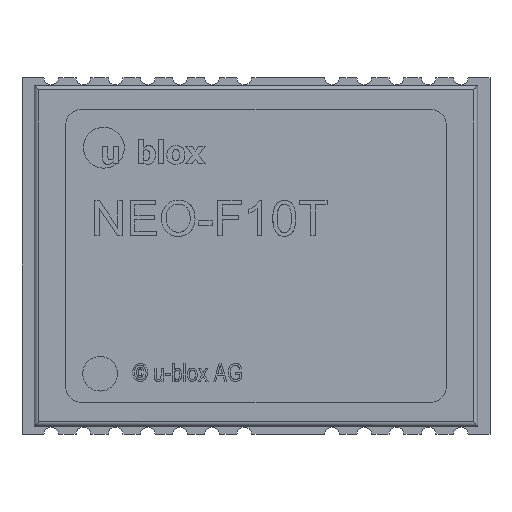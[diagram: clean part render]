
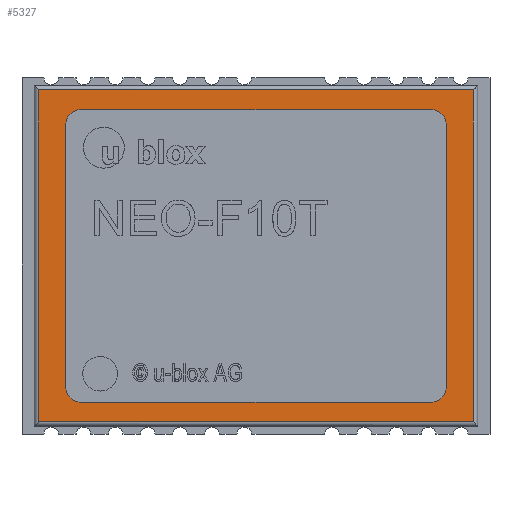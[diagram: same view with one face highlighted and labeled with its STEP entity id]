
A CAD part, top view. The second image highlights one B-rep face of the part: STEP entity #5327.
In plain terms, the highlighted planar face has unit normal (0, 0, 1).
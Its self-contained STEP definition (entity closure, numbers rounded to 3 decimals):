
#46=CIRCLE('',#5451,0.5);
#47=CIRCLE('',#5452,0.5);
#48=CIRCLE('',#5453,0.5);
#49=CIRCLE('',#5454,0.5);
#133=FACE_BOUND('',#949,.T.);
#677=FACE_OUTER_BOUND('',#948,.T.);
#948=EDGE_LOOP('',(#4560,#4561,#4562,#4563));
#949=EDGE_LOOP('',(#4564,#4565,#4566,#4567,#4568,#4569,#4570,#4571));
#1193=LINE('',#8024,#1740);
#1194=LINE('',#8028,#1741);
#1195=LINE('',#8032,#1742);
#1196=LINE('',#8035,#1743);
#1463=LINE('',#9937,#2010);
#1464=LINE('',#9939,#2011);
#1465=LINE('',#9941,#2012);
#1466=LINE('',#9942,#2013);
#1740=VECTOR('',#5958,1000.);
#1741=VECTOR('',#5961,1000.);
#1742=VECTOR('',#5964,1000.);
#1743=VECTOR('',#5967,1000.);
#2010=VECTOR('',#6460,1000.);
#2011=VECTOR('',#6461,1000.);
#2012=VECTOR('',#6462,1000.);
#2013=VECTOR('',#6463,1000.);
#2282=VERTEX_POINT('',#8020);
#2283=VERTEX_POINT('',#8021);
#2284=VERTEX_POINT('',#8023);
#2285=VERTEX_POINT('',#8025);
#2286=VERTEX_POINT('',#8027);
#2287=VERTEX_POINT('',#8029);
#2288=VERTEX_POINT('',#8031);
#2289=VERTEX_POINT('',#8033);
#2623=VERTEX_POINT('',#9935);
#2624=VERTEX_POINT('',#9936);
#2625=VERTEX_POINT('',#9938);
#2626=VERTEX_POINT('',#9940);
#2942=EDGE_CURVE('',#2282,#2283,#46,.T.);
#2943=EDGE_CURVE('',#2284,#2282,#1193,.T.);
#2944=EDGE_CURVE('',#2285,#2284,#47,.T.);
#2945=EDGE_CURVE('',#2286,#2285,#1194,.T.);
#2946=EDGE_CURVE('',#2287,#2286,#48,.T.);
#2947=EDGE_CURVE('',#2288,#2287,#1195,.T.);
#2948=EDGE_CURVE('',#2289,#2288,#49,.T.);
#2949=EDGE_CURVE('',#2283,#2289,#1196,.T.);
#3319=EDGE_CURVE('',#2623,#2624,#1463,.T.);
#3320=EDGE_CURVE('',#2624,#2625,#1464,.T.);
#3321=EDGE_CURVE('',#2625,#2626,#1465,.T.);
#3322=EDGE_CURVE('',#2626,#2623,#1466,.T.);
#4560=ORIENTED_EDGE('',*,*,#3319,.T.);
#4561=ORIENTED_EDGE('',*,*,#3320,.T.);
#4562=ORIENTED_EDGE('',*,*,#3321,.T.);
#4563=ORIENTED_EDGE('',*,*,#3322,.T.);
#4564=ORIENTED_EDGE('',*,*,#2943,.T.);
#4565=ORIENTED_EDGE('',*,*,#2942,.T.);
#4566=ORIENTED_EDGE('',*,*,#2949,.T.);
#4567=ORIENTED_EDGE('',*,*,#2948,.T.);
#4568=ORIENTED_EDGE('',*,*,#2947,.T.);
#4569=ORIENTED_EDGE('',*,*,#2946,.T.);
#4570=ORIENTED_EDGE('',*,*,#2945,.T.);
#4571=ORIENTED_EDGE('',*,*,#2944,.T.);
#5104=PLANE('',#5567);
#5327=ADVANCED_FACE('',(#677,#133),#5104,.T.);
#5451=AXIS2_PLACEMENT_3D('',#8022,#5956,#5957);
#5452=AXIS2_PLACEMENT_3D('',#8026,#5959,#5960);
#5453=AXIS2_PLACEMENT_3D('',#8030,#5962,#5963);
#5454=AXIS2_PLACEMENT_3D('',#8034,#5965,#5966);
#5567=AXIS2_PLACEMENT_3D('',#9934,#6458,#6459);
#5956=DIRECTION('center_axis',(0.,0.,-1.));
#5957=DIRECTION('ref_axis',(0.,-1.,0.));
#5958=DIRECTION('',(0.,-1.,0.));
#5959=DIRECTION('center_axis',(0.,0.,-1.));
#5960=DIRECTION('ref_axis',(0.,-1.,0.));
#5961=DIRECTION('',(1.,0.,0.));
#5962=DIRECTION('center_axis',(0.,0.,-1.));
#5963=DIRECTION('ref_axis',(0.,-1.,0.));
#5964=DIRECTION('',(0.,1.,0.));
#5965=DIRECTION('center_axis',(0.,0.,-1.));
#5966=DIRECTION('ref_axis',(0.,-1.,0.));
#5967=DIRECTION('',(-1.,0.,0.));
#6458=DIRECTION('center_axis',(0.,0.,1.));
#6459=DIRECTION('ref_axis',(0.,-1.,0.));
#6460=DIRECTION('',(0.,1.,0.));
#6461=DIRECTION('',(-1.,0.,0.));
#6462=DIRECTION('',(0.,-1.,0.));
#6463=DIRECTION('',(1.,0.,0.));
#8020=CARTESIAN_POINT('',(6.5,-4.5,2.4));
#8021=CARTESIAN_POINT('',(6.,-5.,2.4));
#8022=CARTESIAN_POINT('Origin',(6.,-4.5,2.4));
#8023=CARTESIAN_POINT('',(6.5,4.5,2.4));
#8024=CARTESIAN_POINT('',(6.5,-6.1,2.4));
#8025=CARTESIAN_POINT('',(6.,5.,2.4));
#8026=CARTESIAN_POINT('Origin',(6.,4.5,2.4));
#8027=CARTESIAN_POINT('',(-6.,5.,2.4));
#8028=CARTESIAN_POINT('',(8.,5.,2.4));
#8029=CARTESIAN_POINT('',(-6.5,4.5,2.4));
#8030=CARTESIAN_POINT('Origin',(-6.,4.5,2.4));
#8031=CARTESIAN_POINT('',(-6.5,-4.5,2.4));
#8032=CARTESIAN_POINT('',(-6.5,-6.1,2.4));
#8033=CARTESIAN_POINT('',(-6.,-5.,2.4));
#8034=CARTESIAN_POINT('Origin',(-6.,-4.5,2.4));
#8035=CARTESIAN_POINT('',(8.,-5.,2.4));
#9934=CARTESIAN_POINT('Origin',(8.,-6.1,2.4));
#9935=CARTESIAN_POINT('',(7.425,-5.675,2.4));
#9936=CARTESIAN_POINT('',(7.425,5.675,2.4));
#9937=CARTESIAN_POINT('',(7.425,5.825,2.4));
#9938=CARTESIAN_POINT('',(-7.425,5.675,2.4));
#9939=CARTESIAN_POINT('',(-7.575,5.675,2.4));
#9940=CARTESIAN_POINT('',(-7.425,-5.675,2.4));
#9941=CARTESIAN_POINT('',(-7.425,-5.825,2.4));
#9942=CARTESIAN_POINT('',(7.575,-5.675,2.4));
